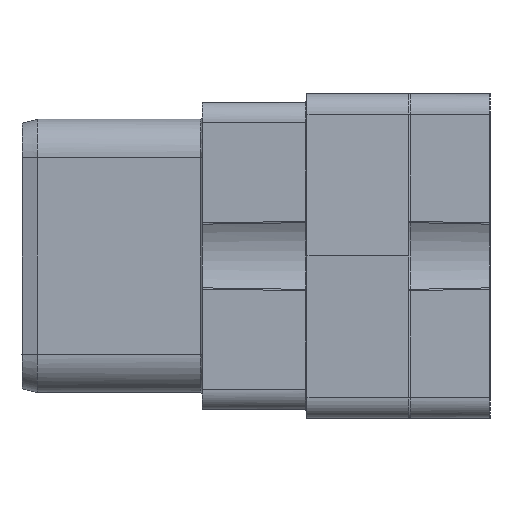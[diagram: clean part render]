
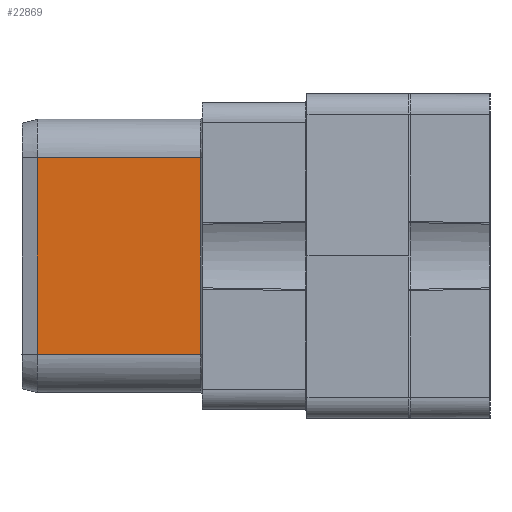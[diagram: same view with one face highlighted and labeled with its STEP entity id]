
A CAD part, left-side view. The second image highlights one B-rep face of the part: STEP entity #22869.
In plain terms, the highlighted planar face has unit normal (-1, 0.011, 0).
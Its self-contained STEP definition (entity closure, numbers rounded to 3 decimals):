
#6334=CARTESIAN_POINT('',(-20.929,0.099,
-4.825));
#6395=CARTESIAN_POINT('',(-20.838,8.124,-4.825));
#6397=DIRECTION('',(0.011,1.,0.));
#6398=VECTOR('',#6397,8.026);
#6399=CARTESIAN_POINT('',(-20.929,0.099,
-4.825));
#6400=LINE('',#6399,#6398);
#6401=DIRECTION('',(0.,0.,1.));
#6402=VECTOR('',#6401,9.65);
#6403=CARTESIAN_POINT('',(-20.929,0.099,
-4.825));
#6404=LINE('',#6403,#6402);
#6405=CARTESIAN_POINT('',(-20.838,8.124,-4.825));
#6406=CARTESIAN_POINT('',(-20.838,8.124,
-3.753));
#6407=CARTESIAN_POINT('',(-20.838,8.125,
-1.608));
#6408=CARTESIAN_POINT('',(-20.838,8.125,1.608));
#6409=CARTESIAN_POINT('',(-20.838,8.125,3.753));
#6410=CARTESIAN_POINT('',(-20.838,8.125,4.825));
#6412=CARTESIAN_POINT('',(-20.929,0.099,
4.825));
#6465=CARTESIAN_POINT('',(-20.929,0.099,4.825));
#6466=CARTESIAN_POINT('',(-20.919,0.991,4.825));
#6467=CARTESIAN_POINT('',(-20.899,2.774,4.825));
#6468=CARTESIAN_POINT('',(-20.868,5.45,4.825));
#6469=CARTESIAN_POINT('',(-20.848,7.233,4.825));
#6470=CARTESIAN_POINT('',(-20.838,8.125,4.825));
#16743=VERTEX_POINT('',#6395);
#16745=VERTEX_POINT('',#6410);
#17473=VERTEX_POINT('',#6412);
#17496=VERTEX_POINT('',#6334);
#22857=CARTESIAN_POINT('',(-20.93,0.,6.705));
#22858=DIRECTION('',(1.,-0.011,0.));
#22859=DIRECTION('',(0.011,1.,0.));
#22860=AXIS2_PLACEMENT_3D('',#22857,#22858,#22859);
#22861=PLANE('',#22860);
#22862=ORIENTED_EDGE('',*,*,#22781,.F.);
#22863=ORIENTED_EDGE('',*,*,#22852,.T.);
#22864=ORIENTED_EDGE('',*,*,#22489,.T.);
#22866=ORIENTED_EDGE('',*,*,#22865,.F.);
#22867=EDGE_LOOP('',(#22862,#22863,#22864,#22866));
#22868=FACE_OUTER_BOUND('',#22867,.F.);
#22869=ADVANCED_FACE('',(#22868),#22861,.F.);
#6411=B_SPLINE_CURVE_WITH_KNOTS('',3,(#6405,#6406,#6407,#6408,#6409,#6410),
.UNSPECIFIED.,.F.,.F.,(4,1,1,4),(0.,0.333,0.667,1.),
.UNSPECIFIED.);
#6471=B_SPLINE_CURVE_WITH_KNOTS('',3,(#6465,#6466,#6467,#6468,#6469,#6470),
.UNSPECIFIED.,.F.,.F.,(4,1,1,4),(0.,0.333,0.667,1.),
.UNSPECIFIED.);
#22489=EDGE_CURVE('',#16743,#16745,#6411,.T.);
#22781=EDGE_CURVE('',#17496,#17473,#6404,.T.);
#22852=EDGE_CURVE('',#17496,#16743,#6400,.T.);
#22865=EDGE_CURVE('',#17473,#16745,#6471,.T.);
